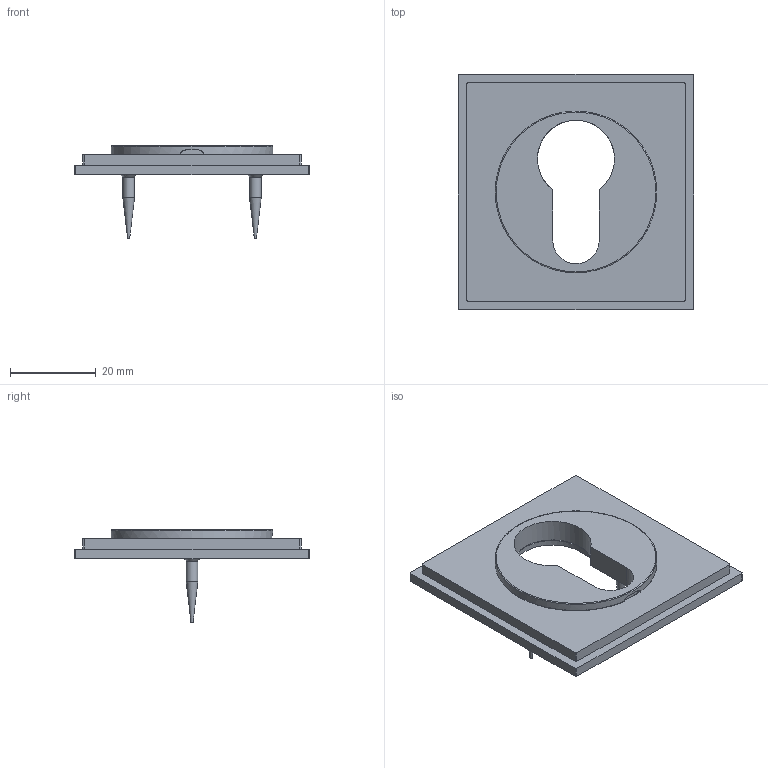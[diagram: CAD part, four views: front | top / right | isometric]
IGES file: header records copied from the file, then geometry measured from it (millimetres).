
Global section: file name: P8028; native system: Autodesk Inventor 2018; preprocessor: unknown; author: adaniels; date: 20190708.084007; units: millimetre
Bounding box: 55 x 55 x 21.52 mm (x, y, z)
Volume: 12439.5 mm3; surface area: 10031.8 mm2
Topology: 5 solids, 5 shells, 74 faces, 194 edges, 132 vertices
Faces by surface type: bspline 74
